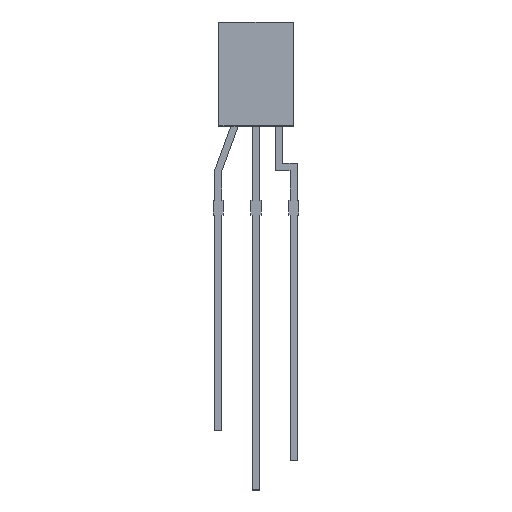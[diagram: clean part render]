
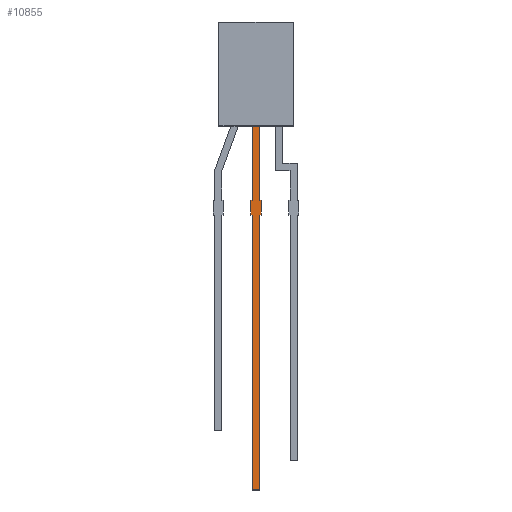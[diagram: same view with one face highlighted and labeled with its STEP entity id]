
A CAD part, top view. The second image highlights one B-rep face of the part: STEP entity #10855.
In plain terms, the highlighted planar face has unit normal (0, 0, 1).
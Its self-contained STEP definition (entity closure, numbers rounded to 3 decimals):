
#108 = VECTOR ( 'NONE', #8112, 1000. ) ;
#109 = VECTOR ( 'NONE', #8115, 1000. ) ;
#110 = VECTOR ( 'NONE', #8118, 1000. ) ;
#111 = VECTOR ( 'NONE', #8121, 1000. ) ;
#112 = VECTOR ( 'NONE', #8124, 1000. ) ;
#113 = VECTOR ( 'NONE', #8127, 1000. ) ;
#114 = VECTOR ( 'NONE', #8130, 1000. ) ;
#115 = VECTOR ( 'NONE', #8133, 1000. ) ;
#116 = VECTOR ( 'NONE', #8136, 1000. ) ;
#914 = EDGE_CURVE ( 'NONE', #3465, #3466, #8110, .T. ) ;
#915 = EDGE_CURVE ( 'NONE', #3464, #3465, #8113, .T. ) ;
#916 = EDGE_CURVE ( 'NONE', #3467, #3466, #8116, .T. ) ;
#917 = EDGE_CURVE ( 'NONE', #3468, #3467, #8119, .T. ) ;
#918 = EDGE_CURVE ( 'NONE', #3468, #4144, #8122, .T. ) ;
#919 = EDGE_CURVE ( 'NONE', #4129, #3469, #8125, .T. ) ;
#920 = EDGE_CURVE ( 'NONE', #3470, #3469, #8128, .T. ) ;
#921 = EDGE_CURVE ( 'NONE', #3470, #3471, #8131, .T. ) ;
#922 = EDGE_CURVE ( 'NONE', #3471, #3472, #8134, .T. ) ;
#923 = EDGE_CURVE ( 'NONE', #3472, #3473, #8137, .T. ) ;
#924 = EDGE_CURVE ( 'NONE', #3473, #3464, #8140, .T. ) ;
#3464 = VERTEX_POINT ( 'NONE', #9706 ) ;
#3465 = VERTEX_POINT ( 'NONE', #9707 ) ;
#3466 = VERTEX_POINT ( 'NONE', #9708 ) ;
#3467 = VERTEX_POINT ( 'NONE', #9709 ) ;
#3468 = VERTEX_POINT ( 'NONE', #9710 ) ;
#3469 = VERTEX_POINT ( 'NONE', #9711 ) ;
#3470 = VERTEX_POINT ( 'NONE', #9712 ) ;
#3471 = VERTEX_POINT ( 'NONE', #9713 ) ;
#3472 = VERTEX_POINT ( 'NONE', #9714 ) ;
#3473 = VERTEX_POINT ( 'NONE', #9715 ) ;
#3920 = EDGE_LOOP ( 'NONE', ( #4024, #4026, #4025, #4027, #4028, #4029, #4030, #4032, #4031, #4033, #4034, #4035 ) ) ;
#4024 = ORIENTED_EDGE ( 'NONE', *, *, #915, .T. ) ;
#4025 = ORIENTED_EDGE ( 'NONE', *, *, #916, .F. ) ;
#4026 = ORIENTED_EDGE ( 'NONE', *, *, #914, .T. ) ;
#4027 = ORIENTED_EDGE ( 'NONE', *, *, #917, .F. ) ;
#4028 = ORIENTED_EDGE ( 'NONE', *, *, #918, .T. ) ;
#4029 = ORIENTED_EDGE ( 'NONE', *, *, #7975, .T. ) ;
#4030 = ORIENTED_EDGE ( 'NONE', *, *, #919, .T. ) ;
#4031 = ORIENTED_EDGE ( 'NONE', *, *, #921, .T. ) ;
#4032 = ORIENTED_EDGE ( 'NONE', *, *, #920, .F. ) ;
#4033 = ORIENTED_EDGE ( 'NONE', *, *, #922, .T. ) ;
#4034 = ORIENTED_EDGE ( 'NONE', *, *, #923, .T. ) ;
#4035 = ORIENTED_EDGE ( 'NONE', *, *, #924, .T. ) ;
#4129 = VERTEX_POINT ( 'NONE', #9786 ) ;
#4144 = VERTEX_POINT ( 'NONE', #9801 ) ;
#5720 = VECTOR ( 'NONE', #11815, 1000. ) ;
#5809 = FACE_OUTER_BOUND ( 'NONE', #3920, .T. ) ;
#5812 = AXIS2_PLACEMENT_3D ( 'NONE', #12300, #12301, #12302 ) ;
#7975 = EDGE_CURVE ( 'NONE', #4144, #4129, #11813, .T. ) ;
#8110 = LINE ( 'NONE', #8111, #108 ) ;
#8111 = CARTESIAN_POINT ( 'NONE',  ( -0.35, -6., 0.25 ) ) ;
#8112 = DIRECTION ( 'NONE',  ( 1., 0., 0. ) ) ;
#8113 = LINE ( 'NONE', #8114, #109 ) ;
#8114 = CARTESIAN_POINT ( 'NONE',  ( 0.25, -34.305, 0.25 ) ) ;
#8115 = DIRECTION ( 'NONE',  ( 0., 1., 0. ) ) ;
#8116 = LINE ( 'NONE', #8117, #110 ) ;
#8117 = CARTESIAN_POINT ( 'NONE',  ( 0.35, -5., 0.25 ) ) ;
#8118 = DIRECTION ( 'NONE',  ( 0., -1., 0. ) ) ;
#8119 = LINE ( 'NONE', #8120, #111 ) ;
#8120 = CARTESIAN_POINT ( 'NONE',  ( -0.35, -5., 0.25 ) ) ;
#8121 = DIRECTION ( 'NONE',  ( 1., 0., 0. ) ) ;
#8122 = LINE ( 'NONE', #8123, #112 ) ;
#8123 = CARTESIAN_POINT ( 'NONE',  ( 0.25, -34.305, 0.25 ) ) ;
#8124 = DIRECTION ( 'NONE',  ( 0., 1., 0. ) ) ;
#8125 = LINE ( 'NONE', #8126, #113 ) ;
#8126 = CARTESIAN_POINT ( 'NONE',  ( -0.25, -34.305, 0.25 ) ) ;
#8127 = DIRECTION ( 'NONE',  ( 0., -1., 0. ) ) ;
#8128 = LINE ( 'NONE', #8129, #114 ) ;
#8129 = CARTESIAN_POINT ( 'NONE',  ( -0.35, -5., 0.25 ) ) ;
#8130 = DIRECTION ( 'NONE',  ( 1., 0., 0. ) ) ;
#8131 = LINE ( 'NONE', #8132, #115 ) ;
#8132 = CARTESIAN_POINT ( 'NONE',  ( -0.35, -5., 0.25 ) ) ;
#8133 = DIRECTION ( 'NONE',  ( 0., -1., 0. ) ) ;
#8134 = LINE ( 'NONE', #8135, #116 ) ;
#8135 = CARTESIAN_POINT ( 'NONE',  ( -0.35, -6., 0.25 ) ) ;
#8136 = DIRECTION ( 'NONE',  ( 1., 0., 0. ) ) ;
#8137 = LINE ( 'NONE', #8138, #12579 ) ;
#8138 = CARTESIAN_POINT ( 'NONE',  ( -0.25, -34.305, 0.25 ) ) ;
#8139 = DIRECTION ( 'NONE',  ( 0., -1., 0. ) ) ;
#8140 = LINE ( 'NONE', #8141, #12580 ) ;
#8141 = CARTESIAN_POINT ( 'NONE',  ( 0.868, -24.5, 0.25 ) ) ;
#8142 = DIRECTION ( 'NONE',  ( 1., 0., 0. ) ) ;
#9706 = CARTESIAN_POINT ( 'NONE',  ( 0.25, -24.5, 0.25 ) ) ;
#9707 = CARTESIAN_POINT ( 'NONE',  ( 0.25, -6., 0.25 ) ) ;
#9708 = CARTESIAN_POINT ( 'NONE',  ( 0.35, -6., 0.25 ) ) ;
#9709 = CARTESIAN_POINT ( 'NONE',  ( 0.35, -5., 0.25 ) ) ;
#9710 = CARTESIAN_POINT ( 'NONE',  ( 0.25, -5., 0.25 ) ) ;
#9711 = CARTESIAN_POINT ( 'NONE',  ( -0.25, -5., 0.25 ) ) ;
#9712 = CARTESIAN_POINT ( 'NONE',  ( -0.35, -5., 0.25 ) ) ;
#9713 = CARTESIAN_POINT ( 'NONE',  ( -0.35, -6., 0.25 ) ) ;
#9714 = CARTESIAN_POINT ( 'NONE',  ( -0.25, -6., 0.25 ) ) ;
#9715 = CARTESIAN_POINT ( 'NONE',  ( -0.25, -24.5, 0.25 ) ) ;
#9786 = CARTESIAN_POINT ( 'NONE',  ( -0.25, 0., 0.25 ) ) ;
#9801 = CARTESIAN_POINT ( 'NONE',  ( 0.25, 0., 0.25 ) ) ;
#10855 = ADVANCED_FACE ( 'NONE', ( #5809 ), #12299, .T. ) ;
#11813 = LINE ( 'NONE', #11814, #5720 ) ;
#11814 = CARTESIAN_POINT ( 'NONE',  ( 0.868, 0., 0.25 ) ) ;
#11815 = DIRECTION ( 'NONE',  ( -1., 0., 0. ) ) ;
#12299 = PLANE ( 'NONE',  #5812 ) ;
#12300 = CARTESIAN_POINT ( 'NONE',  ( 0.868, -34.305, 0.25 ) ) ;
#12301 = DIRECTION ( 'NONE',  ( 0., 0., 1. ) ) ;
#12302 = DIRECTION ( 'NONE',  ( 1., 0., 0. ) ) ;
#12579 = VECTOR ( 'NONE', #8139, 1000. ) ;
#12580 = VECTOR ( 'NONE', #8142, 1000. ) ;
